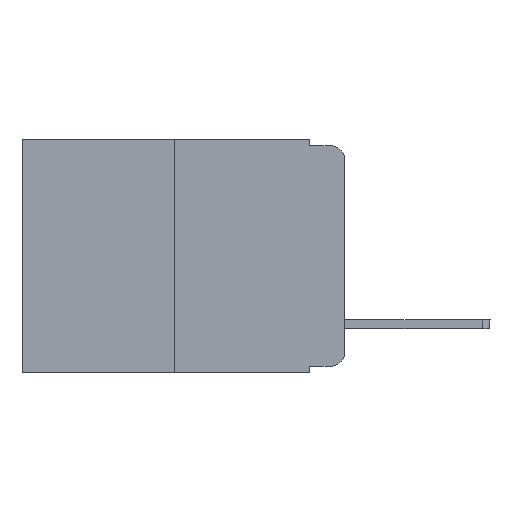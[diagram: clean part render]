
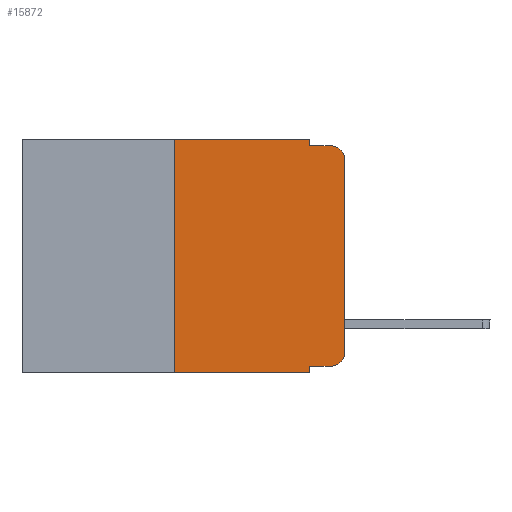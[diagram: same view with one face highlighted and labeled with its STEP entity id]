
A CAD part, left-side view. The second image highlights one B-rep face of the part: STEP entity #15872.
In plain terms, the highlighted planar face has unit normal (-1, 0, 0).
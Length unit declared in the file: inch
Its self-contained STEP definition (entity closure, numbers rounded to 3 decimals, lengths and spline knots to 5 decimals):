
#477 = CARTESIAN_POINT ( 'NONE',  ( 0., 0., -0.313 ) ) ;
#743 = LINE ( 'NONE', #5872, #13862 ) ;
#881 = CARTESIAN_POINT ( 'NONE',  ( 0., 0.473, -0.343 ) ) ;
#1074 = DIRECTION ( 'NONE',  ( 0., -1., 0. ) ) ;
#1286 = LINE ( 'NONE', #11101, #5481 ) ;
#1949 = DIRECTION ( 'NONE',  ( 0., 0., 1. ) ) ;
#2052 = EDGE_CURVE ( 'NONE', #15529, #10231, #20979, .T. ) ;
#2113 = CARTESIAN_POINT ( 'NONE',  ( 0., 0.051, -0.333 ) ) ;
#2505 = FACE_OUTER_BOUND ( 'NONE', #16368, .T. ) ;
#2685 = LINE ( 'NONE', #881, #14398 ) ;
#3529 = CARTESIAN_POINT ( 'NONE',  ( 0., 0.051, 0. ) ) ;
#3621 = DIRECTION ( 'NONE',  ( 0., -1., 0. ) ) ;
#3688 = CARTESIAN_POINT ( 'NONE',  ( 0., 0.25, 0. ) ) ;
#3979 = VERTEX_POINT ( 'NONE', #21011 ) ;
#3997 = ORIENTED_EDGE ( 'NONE', *, *, #13271, .F. ) ;
#4096 = LINE ( 'NONE', #19977, #16393 ) ;
#4148 = ORIENTED_EDGE ( 'NONE', *, *, #14496, .T. ) ;
#5309 = CARTESIAN_POINT ( 'NONE',  ( 0., 0.02, -0.03 ) ) ;
#5481 = VECTOR ( 'NONE', #18050, 39.37008 ) ;
#5872 = CARTESIAN_POINT ( 'NONE',  ( 0., 0.051, 0. ) ) ;
#6042 = DIRECTION ( 'NONE',  ( 1., 0., 0. ) ) ;
#6671 = CARTESIAN_POINT ( 'NONE',  ( 0., 0.02, -0.333 ) ) ;
#6790 = ORIENTED_EDGE ( 'NONE', *, *, #15761, .F. ) ;
#6932 = VERTEX_POINT ( 'NONE', #2113 ) ;
#7206 = AXIS2_PLACEMENT_3D ( 'NONE', #5309, #8356, #11849 ) ;
#7219 = VECTOR ( 'NONE', #3621, 39.37008 ) ;
#8072 = VERTEX_POINT ( 'NONE', #6671 ) ;
#8270 = CARTESIAN_POINT ( 'NONE',  ( 0., 0.051, 0. ) ) ;
#8279 = ORIENTED_EDGE ( 'NONE', *, *, #2052, .T. ) ;
#8356 = DIRECTION ( 'NONE',  ( -1., 0., 0. ) ) ;
#8359 = CIRCLE ( 'NONE', #10911, 0.02 ) ;
#8613 = VERTEX_POINT ( 'NONE', #3688 ) ;
#8876 = CARTESIAN_POINT ( 'NONE',  ( 0., 0., 0. ) ) ;
#10231 = VERTEX_POINT ( 'NONE', #16948 ) ;
#10331 = ORIENTED_EDGE ( 'NONE', *, *, #14399, .F. ) ;
#10911 = AXIS2_PLACEMENT_3D ( 'NONE', #20247, #16843, #16329 ) ;
#11029 = DIRECTION ( 'NONE',  ( 0., -1., 0. ) ) ;
#11101 = CARTESIAN_POINT ( 'NONE',  ( 0., 0.25, 0. ) ) ;
#11329 = EDGE_CURVE ( 'NONE', #21792, #20042, #11778, .T. ) ;
#11581 = CARTESIAN_POINT ( 'NONE',  ( 0., 0., -0.03 ) ) ;
#11778 = LINE ( 'NONE', #8270, #14830 ) ;
#11849 = DIRECTION ( 'NONE',  ( 0., 0., -1. ) ) ;
#12698 = EDGE_CURVE ( 'NONE', #6932, #8072, #20874, .T. ) ;
#12753 = DIRECTION ( 'NONE',  ( 0., 0., -1. ) ) ;
#13184 = LINE ( 'NONE', #18239, #18490 ) ;
#13271 = EDGE_CURVE ( 'NONE', #8613, #21792, #13184, .T. ) ;
#13862 = VECTOR ( 'NONE', #12753, 39.37008 ) ;
#14398 = VECTOR ( 'NONE', #16666, 39.37008 ) ;
#14399 = EDGE_CURVE ( 'NONE', #3979, #8613, #1286, .T. ) ;
#14496 = EDGE_CURVE ( 'NONE', #8072, #18309, #8359, .T. ) ;
#14503 = ORIENTED_EDGE ( 'NONE', *, *, #12698, .T. ) ;
#14648 = PLANE ( 'NONE',  #18584 ) ;
#14694 = VECTOR ( 'NONE', #1949, 39.37008 ) ;
#14830 = VECTOR ( 'NONE', #15417, 39.37008 ) ;
#15417 = DIRECTION ( 'NONE',  ( 0., 0., -1. ) ) ;
#15529 = VERTEX_POINT ( 'NONE', #11581 ) ;
#15761 = EDGE_CURVE ( 'NONE', #20042, #10231, #4096, .T. ) ;
#15872 = ADVANCED_FACE ( 'NONE', ( #2505 ), #14648, .F. ) ;
#16310 = CARTESIAN_POINT ( 'NONE',  ( 0., 0.051, -0.01 ) ) ;
#16329 = DIRECTION ( 'NONE',  ( 0., 0., -1. ) ) ;
#16368 = EDGE_LOOP ( 'NONE', ( #18250, #8279, #6790, #18014, #3997, #10331, #21865, #17408, #14503, #4148 ) ) ;
#16393 = VECTOR ( 'NONE', #11029, 39.37008 ) ;
#16666 = DIRECTION ( 'NONE',  ( 0., -1., 0. ) ) ;
#16843 = DIRECTION ( 'NONE',  ( -1., 0., 0. ) ) ;
#16948 = CARTESIAN_POINT ( 'NONE',  ( 0., 0.02, -0.01 ) ) ;
#17408 = ORIENTED_EDGE ( 'NONE', *, *, #18721, .F. ) ;
#17519 = LINE ( 'NONE', #8876, #14694 ) ;
#18014 = ORIENTED_EDGE ( 'NONE', *, *, #11329, .F. ) ;
#18050 = DIRECTION ( 'NONE',  ( 0., 0., 1. ) ) ;
#18216 = CARTESIAN_POINT ( 'NONE',  ( 0., 0.051, -0.343 ) ) ;
#18239 = CARTESIAN_POINT ( 'NONE',  ( 0., 0.473, 0. ) ) ;
#18250 = ORIENTED_EDGE ( 'NONE', *, *, #20720, .T. ) ;
#18309 = VERTEX_POINT ( 'NONE', #477 ) ;
#18490 = VECTOR ( 'NONE', #1074, 39.37008 ) ;
#18584 = AXIS2_PLACEMENT_3D ( 'NONE', #21586, #6042, #18730 ) ;
#18721 = EDGE_CURVE ( 'NONE', #6932, #19257, #743, .T. ) ;
#18730 = DIRECTION ( 'NONE',  ( 0., 0., -1. ) ) ;
#19184 = CARTESIAN_POINT ( 'NONE',  ( 0., 0.051, -0.333 ) ) ;
#19257 = VERTEX_POINT ( 'NONE', #18216 ) ;
#19977 = CARTESIAN_POINT ( 'NONE',  ( 0., 0.051, -0.01 ) ) ;
#20042 = VERTEX_POINT ( 'NONE', #16310 ) ;
#20247 = CARTESIAN_POINT ( 'NONE',  ( 0., 0.02, -0.313 ) ) ;
#20720 = EDGE_CURVE ( 'NONE', #18309, #15529, #17519, .T. ) ;
#20874 = LINE ( 'NONE', #19184, #7219 ) ;
#20979 = CIRCLE ( 'NONE', #7206, 0.02 ) ;
#21011 = CARTESIAN_POINT ( 'NONE',  ( 0., 0.25, -0.343 ) ) ;
#21305 = EDGE_CURVE ( 'NONE', #3979, #19257, #2685, .T. ) ;
#21586 = CARTESIAN_POINT ( 'NONE',  ( 0., 0.473, 0. ) ) ;
#21792 = VERTEX_POINT ( 'NONE', #3529 ) ;
#21865 = ORIENTED_EDGE ( 'NONE', *, *, #21305, .T. ) ;
